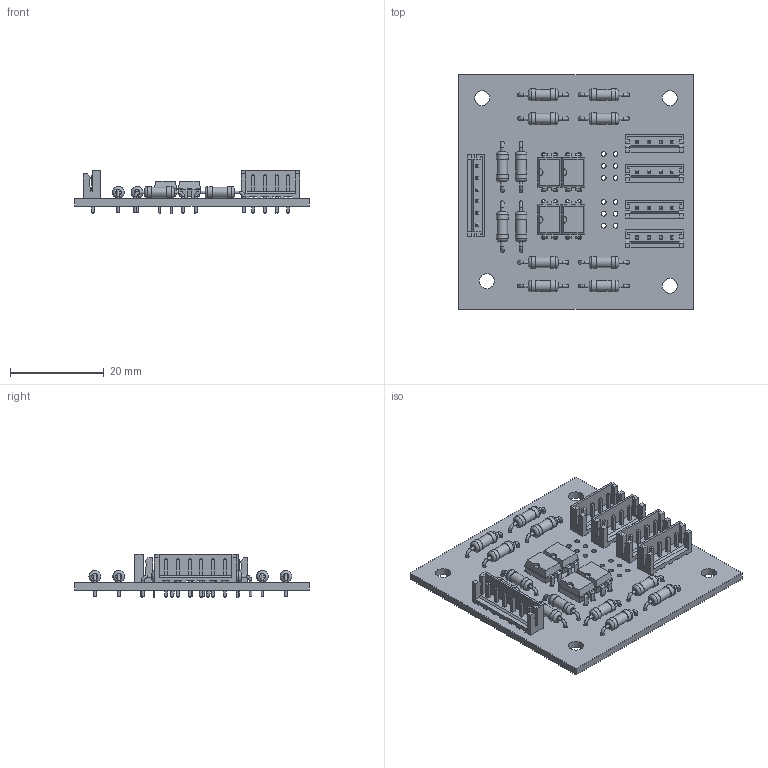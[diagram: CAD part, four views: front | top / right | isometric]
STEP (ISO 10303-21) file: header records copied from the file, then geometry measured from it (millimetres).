
FILE_DESCRIPTION(('KiCad electronic assembly'),'2;1');
FILE_NAME('GX874-PWB(J).step','2021-09-30T20:43:07',('An Author'),( 'A Company'),'Open CASCADE STEP processor 6.9', 'KiCad to STEP converter','Unknown');
FILE_SCHEMA(('AUTOMOTIVE_DESIGN { 1 0 10303 214 1 1 1 1 }'));
Length unit declared in the file: millimetre
Products named in the file (10): Open CASCADE STEP translator 6.9 1; DIP-4_W7.62mm; SOLID; R_Axial_DIN0207_L6.3mm_D2.5mm_P10.16mm_Horizontal; JST_EH_B4B-EH-A_1x04_P2.50mm_Vertical; JST_EH_B6B-EH-A_1x06_P2.50mm_Vertical; COMPOUND
Assembly tree (26 placements, depth 3):
  Open CASCADE STEP translator 6.9 1
    DIP-4_W7.62mm  x4
      SOLID
    R_Axial_DIN0207_L6.3mm_D2.5mm_P10.16mm_Horizontal  x12
      SOLID
    JST_EH_B4B-EH-A_1x04_P2.50mm_Vertical  x4
      SOLID
    JST_EH_B6B-EH-A_1x06_P2.50mm_Vertical
      SOLID
    COMPOUND
Bounding box: 50 x 50 x 9.3 mm (x, y, z)
Volume: 5232.5 mm3; surface area: 9280.1 mm2
Topology: 22 solids, 22 shells, 1282 faces, 3126 edges, 1980 vertices
Faces by surface type: plane 972, cylinder 198, bspline 64, torus 48
Full cylindrical faces by diameter (mm): 0.6 x48, 0.8 x40, 0.95 x22, 1 x12, 2.25 x12, 2.5 x24, 3.2 x4
Entity records: 35103 total; most frequent: CARTESIAN_POINT 7063, DIRECTION 4639, LINE 3255, VECTOR 3255, ORIENTED_EDGE 2466, PCURVE 2466, DEFINITIONAL_REPRESENTATION 2466, EDGE_CURVE 1233
